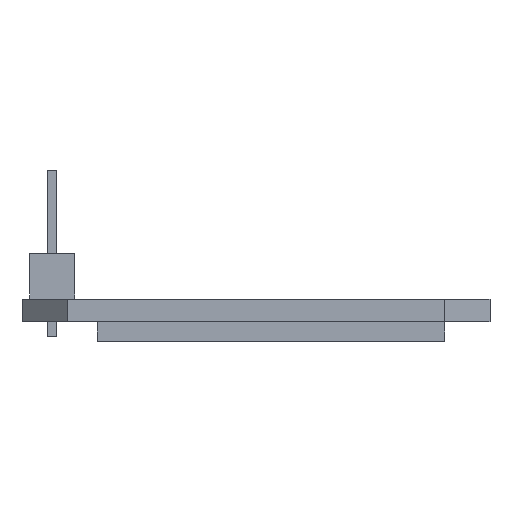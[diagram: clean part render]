
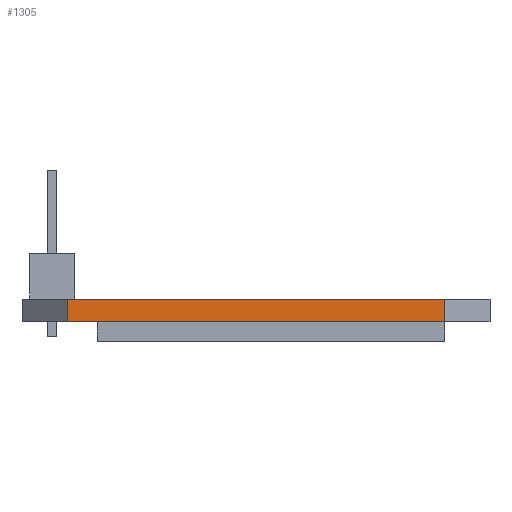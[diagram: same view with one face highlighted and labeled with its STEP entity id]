
A CAD part, left-side view. The second image highlights one B-rep face of the part: STEP entity #1305.
In plain terms, the highlighted free-form (B-spline) face has degree [1, 1] with [2, 2] control points.
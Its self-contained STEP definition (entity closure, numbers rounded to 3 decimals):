
#1282 = VERTEX_POINT('',#1283);
#1283 = CARTESIAN_POINT('',(-23.9,-16.598,0.));
#1290 = VERTEX_POINT('',#1291);
#1291 = CARTESIAN_POINT('',(-23.9,-16.598,
    1.992));
#1296 = EDGE_CURVE('',#1282,#1290,#1297,.T.);
#1297 = B_SPLINE_CURVE_WITH_KNOTS('',1,(#1298,#1299),.UNSPECIFIED.,.F.,
  .F.,(2,2),(0.,1.5),.PIECEWISE_BEZIER_KNOTS.);
#1298 = CARTESIAN_POINT('',(-23.9,-16.598,0.));
#1299 = CARTESIAN_POINT('',(-23.9,-16.598,
    1.992));
#1305 = ADVANCED_FACE('',(#1306),#1328,.T.);
#1306 = FACE_BOUND('',#1307,.T.);
#1307 = EDGE_LOOP('',(#1308,#1315,#1316,#1323));
#1308 = ORIENTED_EDGE('',*,*,#1309,.T.);
#1309 = EDGE_CURVE('',#1310,#1282,#1312,.T.);
#1310 = VERTEX_POINT('',#1311);
#1311 = CARTESIAN_POINT('',(-23.9,16.598,0.));
#1312 = B_SPLINE_CURVE_WITH_KNOTS('',1,(#1313,#1314),.UNSPECIFIED.,.F.,
  .F.,(2,2),(0.,25.),.PIECEWISE_BEZIER_KNOTS.);
#1313 = CARTESIAN_POINT('',(-23.9,16.598,0.));
#1314 = CARTESIAN_POINT('',(-23.9,-16.598,0.));
#1315 = ORIENTED_EDGE('',*,*,#1296,.T.);
#1316 = ORIENTED_EDGE('',*,*,#1317,.F.);
#1317 = EDGE_CURVE('',#1318,#1290,#1320,.T.);
#1318 = VERTEX_POINT('',#1319);
#1319 = CARTESIAN_POINT('',(-23.9,16.598,
    1.992));
#1320 = B_SPLINE_CURVE_WITH_KNOTS('',1,(#1321,#1322),.UNSPECIFIED.,.F.,
  .F.,(2,2),(0.,25.),.PIECEWISE_BEZIER_KNOTS.);
#1321 = CARTESIAN_POINT('',(-23.9,16.598,
    1.992));
#1322 = CARTESIAN_POINT('',(-23.9,-16.598,
    1.992));
#1323 = ORIENTED_EDGE('',*,*,#1324,.F.);
#1324 = EDGE_CURVE('',#1310,#1318,#1325,.T.);
#1325 = B_SPLINE_CURVE_WITH_KNOTS('',1,(#1326,#1327),.UNSPECIFIED.,.F.,
  .F.,(2,2),(0.,1.5),.PIECEWISE_BEZIER_KNOTS.);
#1326 = CARTESIAN_POINT('',(-23.9,16.598,0.));
#1327 = CARTESIAN_POINT('',(-23.9,16.598,
    1.992));
#1328 = B_SPLINE_SURFACE_WITH_KNOTS('',1,1,(
    (#1329,#1330)
    ,(#1331,#1332
    )),.UNSPECIFIED.,.F.,.F.,.F.,(2,2),(2,2),(0.,25.),(0.,1.5),
  .PIECEWISE_BEZIER_KNOTS.);
#1329 = CARTESIAN_POINT('',(-23.9,16.598,0.));
#1330 = CARTESIAN_POINT('',(-23.9,16.598,
    1.992));
#1331 = CARTESIAN_POINT('',(-23.9,-16.598,0.));
#1332 = CARTESIAN_POINT('',(-23.9,-16.598,
    1.992));
